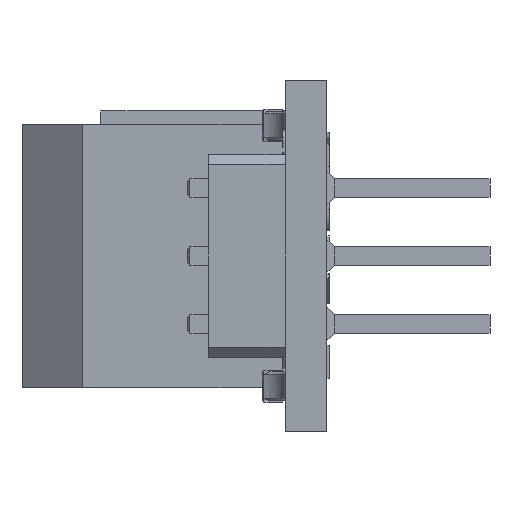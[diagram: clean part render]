
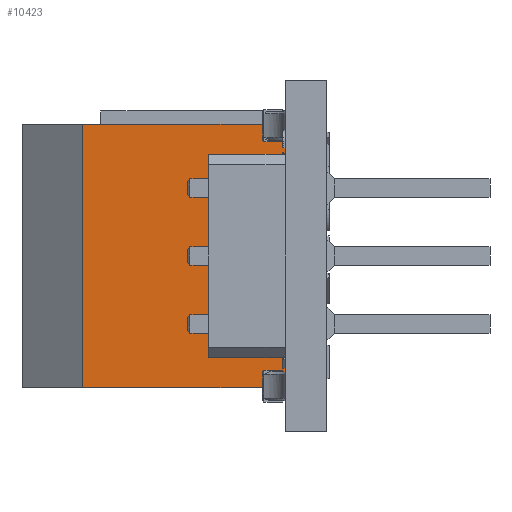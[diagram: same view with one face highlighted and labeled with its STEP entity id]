
A CAD part, left-side view. The second image highlights one B-rep face of the part: STEP entity #10423.
In plain terms, the highlighted planar face has unit normal (-1, 0, 0).
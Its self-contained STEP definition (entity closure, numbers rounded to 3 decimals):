
#768=FACE_OUTER_BOUND('',#1398,.T.);
#1398=EDGE_LOOP('',(#7503,#7504,#7505,#7506));
#2127=LINE('',#16161,#3246);
#2363=LINE('',#18005,#3482);
#2364=LINE('',#18007,#3483);
#2365=LINE('',#18008,#3484);
#3246=VECTOR('',#11800,10.);
#3482=VECTOR('',#12170,7.7);
#3483=VECTOR('',#12171,10.);
#3484=VECTOR('',#12172,7.7);
#4376=VERTEX_POINT('',#16158);
#4377=VERTEX_POINT('',#16160);
#4663=VERTEX_POINT('',#18004);
#4664=VERTEX_POINT('',#18006);
#5435=EDGE_CURVE('',#4377,#4376,#2127,.T.);
#5753=EDGE_CURVE('',#4663,#4376,#2363,.T.);
#5754=EDGE_CURVE('',#4664,#4663,#2364,.T.);
#5755=EDGE_CURVE('',#4664,#4377,#2365,.T.);
#7503=ORIENTED_EDGE('',*,*,#5753,.F.);
#7504=ORIENTED_EDGE('',*,*,#5754,.F.);
#7505=ORIENTED_EDGE('',*,*,#5755,.T.);
#7506=ORIENTED_EDGE('',*,*,#5435,.T.);
#9684=PLANE('',#11030);
#10423=ADVANCED_FACE('',(#768),#9684,.F.);
#11030=AXIS2_PLACEMENT_3D('',#18003,#12168,#12169);
#11800=DIRECTION('',(0.,0.,1.));
#12168=DIRECTION('center_axis',(1.,0.,0.));
#12169=DIRECTION('ref_axis',(0.,0.,-1.));
#12170=DIRECTION('',(0.,-1.,0.));
#12171=DIRECTION('',(0.,0.,1.));
#12172=DIRECTION('',(0.,-1.,0.));
#16158=CARTESIAN_POINT('',(7.067,1.58,5.));
#16160=CARTESIAN_POINT('',(7.067,1.58,-5.));
#16161=CARTESIAN_POINT('',(7.067,1.58,-5.));
#18003=CARTESIAN_POINT('Origin',(7.067,11.58,-5.));
#18004=CARTESIAN_POINT('',(7.067,9.28,5.));
#18005=CARTESIAN_POINT('',(7.067,9.28,5.));
#18006=CARTESIAN_POINT('',(7.067,9.28,-5.));
#18007=CARTESIAN_POINT('',(7.067,9.28,-5.));
#18008=CARTESIAN_POINT('',(7.067,9.28,-5.));
